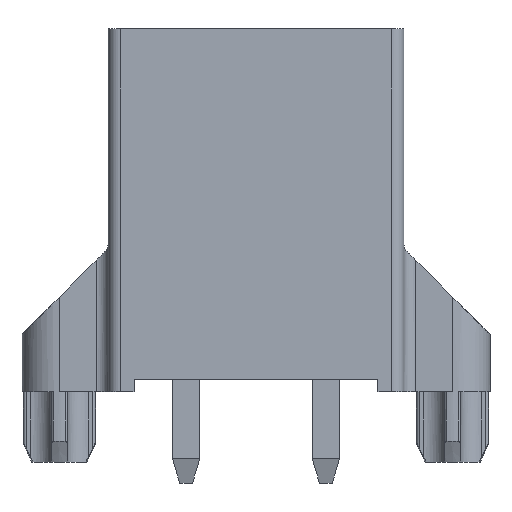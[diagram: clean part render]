
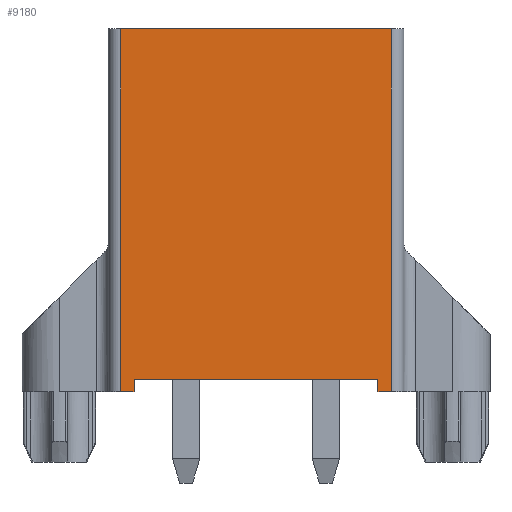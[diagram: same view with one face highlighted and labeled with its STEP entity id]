
A CAD part, front view. The second image highlights one B-rep face of the part: STEP entity #9180.
In plain terms, the highlighted planar face has unit normal (0, -1, 0).
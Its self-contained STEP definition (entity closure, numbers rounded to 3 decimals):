
#1363=DIRECTION('',(-1.,0.,0.));
#1364=VECTOR('',#1363,9.95);
#1365=CARTESIAN_POINT('',(31.1,49.62,-14.3));
#1366=LINE('2942',#1365,#1364);
#1769=DIRECTION('',(1.,0.,0.));
#1770=VECTOR('',#1769,11.05);
#1771=CARTESIAN_POINT('',(20.6,49.62,0.));
#1772=LINE('3303',#1771,#1770);
#1871=DIRECTION('',(0.,0.,-1.));
#1872=VECTOR('',#1871,14.8);
#1873=CARTESIAN_POINT('',(31.65,49.62,0.));
#1874=LINE('3299',#1873,#1872);
#1920=DIRECTION('',(-1.,0.,0.));
#1921=VECTOR('',#1920,0.55);
#1922=CARTESIAN_POINT('',(31.65,49.62,-14.8));
#1923=LINE('3300',#1922,#1921);
#3103=DIRECTION('',(0.,0.,1.));
#3104=VECTOR('',#3103,0.5);
#3105=CARTESIAN_POINT('',(31.1,49.62,-14.8));
#3106=LINE('3301',#3105,#3104);
#4115=DIRECTION('',(0.,0.,-1.));
#4116=VECTOR('',#4115,0.5);
#4117=CARTESIAN_POINT('',(21.15,49.62,-14.3));
#4118=LINE('2996',#4117,#4116);
#4537=DIRECTION('',(-1.,0.,0.));
#4538=VECTOR('',#4537,0.55);
#4539=CARTESIAN_POINT('',(21.15,49.62,-14.8));
#4540=LINE('3117',#4539,#4538);
#4579=DIRECTION('',(0.,0.,1.));
#4580=VECTOR('',#4579,14.8);
#4581=CARTESIAN_POINT('',(20.6,49.62,-14.8));
#4582=LINE('3302',#4581,#4580);
#7785=CARTESIAN_POINT('',(21.15,49.62,-14.3));
#7786=VERTEX_POINT('',#7785);
#7787=CARTESIAN_POINT('',(31.1,49.62,-14.3));
#7788=VERTEX_POINT('',#7787);
#7883=CARTESIAN_POINT('',(21.15,49.62,-14.8));
#7884=VERTEX_POINT('',#7883);
#8043=CARTESIAN_POINT('',(20.6,49.62,-14.8));
#8044=VERTEX_POINT('',#8043);
#8240=CARTESIAN_POINT('',(31.65,49.62,0.));
#8241=CARTESIAN_POINT('',(31.65,49.62,-14.8));
#8242=VERTEX_POINT('',#8240);
#8243=VERTEX_POINT('',#8241);
#8244=CARTESIAN_POINT('',(31.1,49.62,-14.8));
#8245=VERTEX_POINT('',#8244);
#8246=CARTESIAN_POINT('',(20.6,49.62,0.));
#8247=VERTEX_POINT('',#8246);
#9159=CARTESIAN_POINT('',(21.018,49.62,-16.28));
#9160=DIRECTION('',(0.,1.,0.));
#9161=DIRECTION('',(1.,0.,0.));
#9162=AXIS2_PLACEMENT_3D('',#9159,#9160,#9161);
#9163=PLANE('3830',#9162);
#9164=ORIENTED_EDGE('3303',*,*,#9089,.T.);
#9166=ORIENTED_EDGE('3299',*,*,#9165,.T.);
#9168=ORIENTED_EDGE('3300',*,*,#9167,.T.);
#9170=ORIENTED_EDGE('3301',*,*,#9169,.T.);
#9171=ORIENTED_EDGE('2942',*,*,#8804,.T.);
#9173=ORIENTED_EDGE('2996',*,*,#9172,.T.);
#9175=ORIENTED_EDGE('3117',*,*,#9174,.T.);
#9177=ORIENTED_EDGE('3302',*,*,#9176,.T.);
#9178=EDGE_LOOP('3830',(#9164,#9166,#9168,#9170,#9171,#9173,#9175,#9177));
#9179=FACE_OUTER_BOUND('3830',#9178,.F.);
#8804=EDGE_CURVE('2942',#7788,#7786,#1366,.T.);
#9089=EDGE_CURVE('3303',#8247,#8242,#1772,.T.);
#9165=EDGE_CURVE('3299',#8242,#8243,#1874,.T.);
#9167=EDGE_CURVE('3300',#8243,#8245,#1923,.T.);
#9169=EDGE_CURVE('3301',#8245,#7788,#3106,.T.);
#9172=EDGE_CURVE('2996',#7786,#7884,#4118,.T.);
#9174=EDGE_CURVE('3117',#7884,#8044,#4540,.T.);
#9176=EDGE_CURVE('3302',#8044,#8247,#4582,.T.);
#9180=ADVANCED_FACE('3830',(#9179),#9163,.F.);
